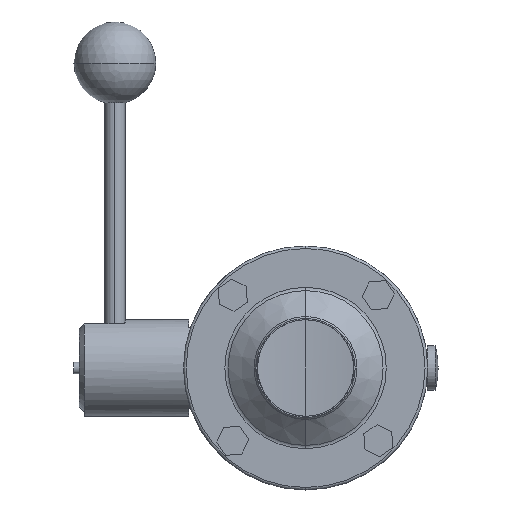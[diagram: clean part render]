
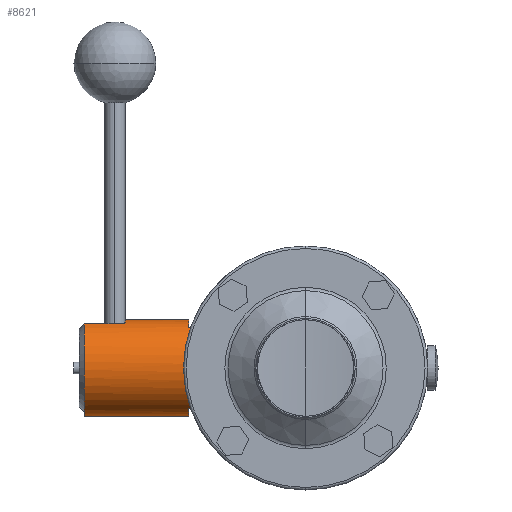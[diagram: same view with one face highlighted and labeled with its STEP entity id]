
A CAD part, left-side view. The second image highlights one B-rep face of the part: STEP entity #8621.
In plain terms, the highlighted cylindrical face has radius 19 mm (diameter 38 mm), a partial arc.
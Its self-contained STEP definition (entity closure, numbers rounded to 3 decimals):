
#82 = EDGE_CURVE ( 'NONE', #7180, #5234, #5735, .T. ) ;
#137 = AXIS2_PLACEMENT_3D ( 'NONE', #6425, #2131, #3496 ) ;
#166 = CARTESIAN_POINT ( 'NONE',  ( -10.25, 46., -15.998 ) ) ;
#220 = AXIS2_PLACEMENT_3D ( 'NONE', #764, #8169, #5897 ) ;
#251 = VECTOR ( 'NONE', #3767, 1000. ) ;
#302 = ORIENTED_EDGE ( 'NONE', *, *, #8868, .T. ) ;
#339 = CIRCLE ( 'NONE', #2526, 19. ) ;
#360 = CARTESIAN_POINT ( 'NONE',  ( -10.25, 42., 15.998 ) ) ;
#388 = DIRECTION ( 'NONE',  ( 0., 0., 1. ) ) ;
#416 = LINE ( 'NONE', #7115, #8224 ) ;
#419 = CYLINDRICAL_SURFACE ( 'NONE', #529, 19. ) ;
#529 = AXIS2_PLACEMENT_3D ( 'NONE', #3409, #4139, #6197 ) ;
#549 = CARTESIAN_POINT ( 'NONE',  ( 0., 46., 0. ) ) ;
#661 = CARTESIAN_POINT ( 'NONE',  ( -7.452, 71.577, 17.478 ) ) ;
#742 = CARTESIAN_POINT ( 'NONE',  ( 0., 71., 0. ) ) ;
#750 = CIRCLE ( 'NONE', #3034, 19. ) ;
#764 = CARTESIAN_POINT ( 'NONE',  ( 0., 46., 0. ) ) ;
#992 = CIRCLE ( 'NONE', #1627, 19. ) ;
#996 = EDGE_CURVE ( 'NONE', #5524, #3487, #7491, .T. ) ;
#1097 = FACE_OUTER_BOUND ( 'NONE', #1994, .T. ) ;
#1337 = EDGE_CURVE ( 'NONE', #1528, #5116, #3789, .T. ) ;
#1519 = VECTOR ( 'NONE', #4225, 1000. ) ;
#1528 = VERTEX_POINT ( 'NONE', #7432 ) ;
#1627 = AXIS2_PLACEMENT_3D ( 'NONE', #549, #9389, #4888 ) ;
#1692 = ORIENTED_EDGE ( 'NONE', *, *, #4503, .T. ) ;
#1944 = ORIENTED_EDGE ( 'NONE', *, *, #8043, .T. ) ;
#1994 = EDGE_LOOP ( 'NONE', ( #8239, #5063, #4878, #4495, #3339, #2168, #3406, #6717, #4889, #2725, #1944, #1692, #4767, #302, #8476 ) ) ;
#2013 = DIRECTION ( 'NONE',  ( 0., -1., 0. ) ) ;
#2033 = CARTESIAN_POINT ( 'NONE',  ( -6.334, 71., 17.913 ) ) ;
#2131 = DIRECTION ( 'NONE',  ( 0., 1., 0. ) ) ;
#2168 = ORIENTED_EDGE ( 'NONE', *, *, #82, .T. ) ;
#2250 = CARTESIAN_POINT ( 'NONE',  ( -17.234, 46., -8. ) ) ;
#2271 = CARTESIAN_POINT ( 'NONE',  ( -17.234, 46., 8. ) ) ;
#2341 = CARTESIAN_POINT ( 'NONE',  ( 0., 46., -19. ) ) ;
#2511 = DIRECTION ( 'NONE',  ( 0., 1., 0. ) ) ;
#2526 = AXIS2_PLACEMENT_3D ( 'NONE', #4108, #6302, #388 ) ;
#2549 = VERTEX_POINT ( 'NONE', #2271 ) ;
#2694 = CARTESIAN_POINT ( 'NONE',  ( 0., 87., -19. ) ) ;
#2725 = ORIENTED_EDGE ( 'NONE', *, *, #7923, .T. ) ;
#2760 = VERTEX_POINT ( 'NONE', #2250 ) ;
#2915 = EDGE_CURVE ( 'NONE', #7180, #5586, #750, .T. ) ;
#2926 = CIRCLE ( 'NONE', #9038, 19. ) ;
#2932 = LINE ( 'NONE', #5163, #251 ) ;
#2968 = CARTESIAN_POINT ( 'NONE',  ( -7.188, 71.306, 17.588 ) ) ;
#2986 = DIRECTION ( 'NONE',  ( 0., 0., 1. ) ) ;
#3015 = LINE ( 'NONE', #7421, #4885 ) ;
#3034 = AXIS2_PLACEMENT_3D ( 'NONE', #6338, #8431, #3223 ) ;
#3045 = CARTESIAN_POINT ( 'NONE',  ( -6.334, 71., 17.913 ) ) ;
#3223 = DIRECTION ( 'NONE',  ( 0., 0., 1. ) ) ;
#3339 = ORIENTED_EDGE ( 'NONE', *, *, #2915, .F. ) ;
#3406 = ORIENTED_EDGE ( 'NONE', *, *, #7818, .T. ) ;
#3409 = CARTESIAN_POINT ( 'NONE',  ( 0., 87., 0. ) ) ;
#3487 = VERTEX_POINT ( 'NONE', #360 ) ;
#3496 = DIRECTION ( 'NONE',  ( 0., 0., 1. ) ) ;
#3540 = CARTESIAN_POINT ( 'NONE',  ( 0., 71., 19. ) ) ;
#3554 = CARTESIAN_POINT ( 'NONE',  ( -6.957, 71.151, 17.681 ) ) ;
#3655 = CARTESIAN_POINT ( 'NONE',  ( -7.692, 72.105, 17.374 ) ) ;
#3706 = CARTESIAN_POINT ( 'NONE',  ( -7.728, 72.5, 17.357 ) ) ;
#3732 = VERTEX_POINT ( 'NONE', #166 ) ;
#3767 = DIRECTION ( 'NONE',  ( 0., -1., 0. ) ) ;
#3789 = CIRCLE ( 'NONE', #4702, 19. ) ;
#3810 = CIRCLE ( 'NONE', #220, 19. ) ;
#4108 = CARTESIAN_POINT ( 'NONE',  ( 0., 42., 0. ) ) ;
#4117 = VERTEX_POINT ( 'NONE', #4860 ) ;
#4139 = DIRECTION ( 'NONE',  ( 0., -1., 0. ) ) ;
#4189 = B_SPLINE_CURVE_WITH_KNOTS ( 'NONE', 3,
 ( #2033, #4428, #6629, #6530, #8756, #3554, #5054, #2968, #9650, #661, #7222, #3655, #5203, #3706 ),
 .UNSPECIFIED., .F., .F.,
 ( 4, 2, 2, 2, 2, 2, 4 ),
 ( 0., 0., 0.001, 0.001, 0.001, 0.002, 0.002 ),
 .UNSPECIFIED. ) ;
#4225 = DIRECTION ( 'NONE',  ( 0., -1., 0. ) ) ;
#4232 = DIRECTION ( 'NONE',  ( 0., 1., 0. ) ) ;
#4268 = CARTESIAN_POINT ( 'NONE',  ( -17.234, 42., -8. ) ) ;
#4273 = CARTESIAN_POINT ( 'NONE',  ( -17.234, 42., 8. ) ) ;
#4428 = CARTESIAN_POINT ( 'NONE',  ( -6.427, 71., 17.88 ) ) ;
#4487 = CARTESIAN_POINT ( 'NONE',  ( -17.234, 87., 8. ) ) ;
#4495 = ORIENTED_EDGE ( 'NONE', *, *, #7590, .T. ) ;
#4503 = EDGE_CURVE ( 'NONE', #2549, #5524, #5158, .T. ) ;
#4624 = VECTOR ( 'NONE', #5311, 1000. ) ;
#4671 = EDGE_CURVE ( 'NONE', #3732, #8038, #2932, .T. ) ;
#4702 = AXIS2_PLACEMENT_3D ( 'NONE', #8036, #7341, #2986 ) ;
#4758 = VECTOR ( 'NONE', #2013, 1000. ) ;
#4767 = ORIENTED_EDGE ( 'NONE', *, *, #996, .T. ) ;
#4860 = CARTESIAN_POINT ( 'NONE',  ( -7.728, 72.5, 17.357 ) ) ;
#4878 = ORIENTED_EDGE ( 'NONE', *, *, #5044, .T. ) ;
#4885 = VECTOR ( 'NONE', #6676, 1000. ) ;
#4888 = DIRECTION ( 'NONE',  ( 0., 0., 1. ) ) ;
#4889 = ORIENTED_EDGE ( 'NONE', *, *, #6082, .T. ) ;
#5033 = VECTOR ( 'NONE', #2511, 1000. ) ;
#5044 = EDGE_CURVE ( 'NONE', #9597, #4117, #4189, .T. ) ;
#5054 = CARTESIAN_POINT ( 'NONE',  ( -7.037, 71.197, 17.649 ) ) ;
#5063 = ORIENTED_EDGE ( 'NONE', *, *, #9620, .F. ) ;
#5116 = VERTEX_POINT ( 'NONE', #5152 ) ;
#5152 = CARTESIAN_POINT ( 'NONE',  ( 0., 46., 19. ) ) ;
#5158 = LINE ( 'NONE', #4487, #4624 ) ;
#5163 = CARTESIAN_POINT ( 'NONE',  ( -10.25, 87., -15.998 ) ) ;
#5203 = CARTESIAN_POINT ( 'NONE',  ( -7.728, 72.302, 17.357 ) ) ;
#5234 = VERTEX_POINT ( 'NONE', #2341 ) ;
#5236 = CARTESIAN_POINT ( 'NONE',  ( -7.728, 87., 17.357 ) ) ;
#5311 = DIRECTION ( 'NONE',  ( 0., -1., 0. ) ) ;
#5416 = EDGE_CURVE ( 'NONE', #9150, #5116, #9489, .T. ) ;
#5524 = VERTEX_POINT ( 'NONE', #4273 ) ;
#5586 = VERTEX_POINT ( 'NONE', #5236 ) ;
#5735 = LINE ( 'NONE', #2694, #4758 ) ;
#5826 = DIRECTION ( 'NONE',  ( 0., 1., 0. ) ) ;
#5897 = DIRECTION ( 'NONE',  ( 0., 0., 1. ) ) ;
#6082 = EDGE_CURVE ( 'NONE', #8038, #8004, #339, .T. ) ;
#6197 = DIRECTION ( 'NONE',  ( 0., 0., -1. ) ) ;
#6231 = LINE ( 'NONE', #7808, #5033 ) ;
#6302 = DIRECTION ( 'NONE',  ( 0., 1., 0. ) ) ;
#6338 = CARTESIAN_POINT ( 'NONE',  ( 0., 87., 0. ) ) ;
#6425 = CARTESIAN_POINT ( 'NONE',  ( 0., 42., 0. ) ) ;
#6530 = CARTESIAN_POINT ( 'NONE',  ( -6.698, 71.048, 17.78 ) ) ;
#6629 = CARTESIAN_POINT ( 'NONE',  ( -6.519, 71.01, 17.847 ) ) ;
#6676 = DIRECTION ( 'NONE',  ( 0., 1., 0. ) ) ;
#6717 = ORIENTED_EDGE ( 'NONE', *, *, #4671, .T. ) ;
#7115 = CARTESIAN_POINT ( 'NONE',  ( -7.728, 87., 17.357 ) ) ;
#7180 = VERTEX_POINT ( 'NONE', #9610 ) ;
#7202 = CARTESIAN_POINT ( 'NONE',  ( -10.25, 42., -15.998 ) ) ;
#7222 = CARTESIAN_POINT ( 'NONE',  ( -7.554, 71.744, 17.434 ) ) ;
#7341 = DIRECTION ( 'NONE',  ( 0., 1., 0. ) ) ;
#7421 = CARTESIAN_POINT ( 'NONE',  ( -10.25, 87., 15.998 ) ) ;
#7432 = CARTESIAN_POINT ( 'NONE',  ( -10.25, 46., 15.998 ) ) ;
#7491 = CIRCLE ( 'NONE', #137, 19. ) ;
#7590 = EDGE_CURVE ( 'NONE', #4117, #5586, #416, .T. ) ;
#7808 = CARTESIAN_POINT ( 'NONE',  ( -17.234, 87., -8. ) ) ;
#7818 = EDGE_CURVE ( 'NONE', #5234, #3732, #3810, .T. ) ;
#7923 = EDGE_CURVE ( 'NONE', #8004, #2760, #6231, .T. ) ;
#8004 = VERTEX_POINT ( 'NONE', #4268 ) ;
#8036 = CARTESIAN_POINT ( 'NONE',  ( 0., 46., 0. ) ) ;
#8038 = VERTEX_POINT ( 'NONE', #7202 ) ;
#8043 = EDGE_CURVE ( 'NONE', #2760, #2549, #992, .T. ) ;
#8169 = DIRECTION ( 'NONE',  ( 0., 1., 0. ) ) ;
#8224 = VECTOR ( 'NONE', #4232, 1000. ) ;
#8239 = ORIENTED_EDGE ( 'NONE', *, *, #5416, .F. ) ;
#8431 = DIRECTION ( 'NONE',  ( 0., 1., 0. ) ) ;
#8476 = ORIENTED_EDGE ( 'NONE', *, *, #1337, .T. ) ;
#8621 = ADVANCED_FACE ( 'NONE', ( #1097 ), #419, .T. ) ;
#8756 = CARTESIAN_POINT ( 'NONE',  ( -6.787, 71.076, 17.747 ) ) ;
#8868 = EDGE_CURVE ( 'NONE', #3487, #1528, #3015, .T. ) ;
#9038 = AXIS2_PLACEMENT_3D ( 'NONE', #742, #5826, #9574 ) ;
#9150 = VERTEX_POINT ( 'NONE', #3540 ) ;
#9389 = DIRECTION ( 'NONE',  ( 0., 1., 0. ) ) ;
#9489 = LINE ( 'NONE', #9544, #1519 ) ;
#9544 = CARTESIAN_POINT ( 'NONE',  ( 0., 87., 19. ) ) ;
#9574 = DIRECTION ( 'NONE',  ( -1., 0., 0. ) ) ;
#9597 = VERTEX_POINT ( 'NONE', #3045 ) ;
#9610 = CARTESIAN_POINT ( 'NONE',  ( 0., 87., -19. ) ) ;
#9620 = EDGE_CURVE ( 'NONE', #9597, #9150, #2926, .T. ) ;
#9650 = CARTESIAN_POINT ( 'NONE',  ( -7.26, 71.369, 17.558 ) ) ;
